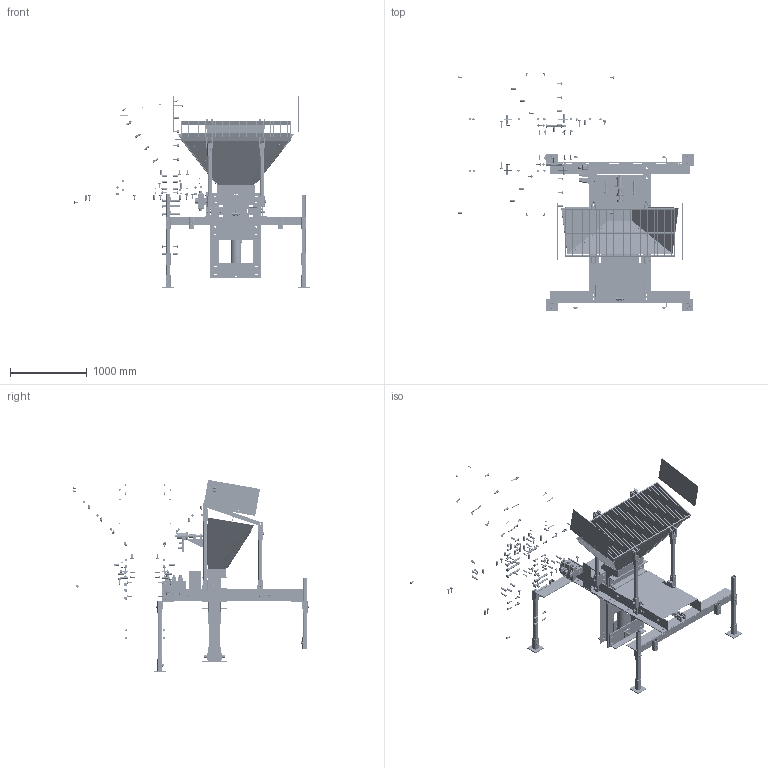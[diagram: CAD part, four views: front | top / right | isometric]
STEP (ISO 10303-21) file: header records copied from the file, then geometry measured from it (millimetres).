
FILE_DESCRIPTION(/* description */ ('Alibre Inc.'),/* implementation_level */ '2;1');
FILE_NAME(/* name */ 'export0',/* time_stamp */ '2014-04-10T09:06:11-05:00',/* author */ (''),/* organization */ (''),/* preprocessor_version */ 'ST-DEVELOPER v14',/* originating_system */ 'Alibre',/* authorisation */ '');
FILE_SCHEMA (('CONFIG_CONTROL_DESIGN'));
Products named in the file (162): ID_1; ID_2; ID_3; ID_4; ID_5; ID_6; ID_7; ID_8; ID_9; ID_10; ID_11; ID_12; ID_13; ID_14; ID_15; ID_16; ID_17; ID_18; ID_19; ID_20; ID_21; 97245A521; ID_22; ID_23; ID_24; ID_25; ID_26; ID_27; ID_28; ID_29; ID_30; ID_31; ID_32; ID_33; ID_34; ID_35; ID_36; ID_37; ID_38; ID_39 ...
Bounding box: 3061.84 x 3094.09 x 2503.95 mm (x, y, z)
Volume: 174068144.1 mm3; surface area: 49120841 mm2
Topology: 717 solids, 717 shells, 12343 faces, 29649 edges, 19027 vertices
Faces by surface type: plane 8152, cylinder 2186, cone 1870, torus 75, bspline 52, sphere 8
Full cylindrical faces by diameter (mm): 6.35 x4, 8.001 x4, 10.356 x10, 12.7 x12, 13.244 x16, 13.494 x32, 13.619 x4, 14.287 x6, 14.288 x2, 15.875 x16, 16.256 x2, 19.05 x8, 19.304 x2, 20.32 x6, 20.637 x28, 20.638 x42, 20.65 x4, 22.225 x4, 22.454 x4, 25.4 x78, 25.527 x30, 26.67 x4, 27.94 x4, 31.75 x8, 34.925 x8, 53.975 x2
Entity records: 154430 total; most frequent: CARTESIAN_POINT 34106, ORIENTED_EDGE 19230, DIRECTION 17485, EDGE_CURVE 9614, AXIS2_PLACEMENT_3D 6636, VECTOR 6585, LINE 6585, VERTEX_POINT 6353
